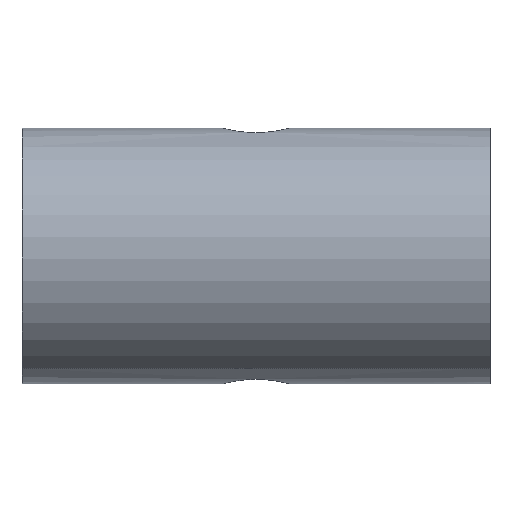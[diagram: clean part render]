
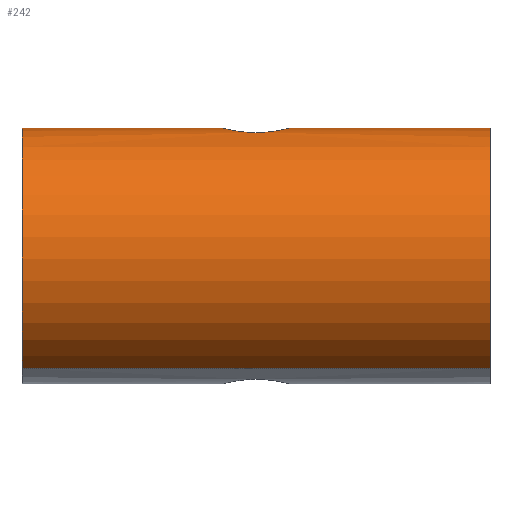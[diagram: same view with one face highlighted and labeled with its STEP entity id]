
A CAD part, left-side view. The second image highlights one B-rep face of the part: STEP entity #242.
In plain terms, the highlighted cylindrical face has radius 7.65 mm (diameter 15.3 mm), a partial arc.
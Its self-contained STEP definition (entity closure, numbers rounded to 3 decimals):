
#118=CARTESIAN_POINT('Vertex',(3.668,0.,6.714)) ;
#120=CARTESIAN_POINT('Vertex',(-3.668,0.,-6.714)) ;
#123=CARTESIAN_POINT('Axis2P3D Location',(0.,0.,0.)) ;
#156=CARTESIAN_POINT('Axis2P3D Location',(0.,28.,0.)) ;
#160=CARTESIAN_POINT('Vertex',(-3.668,28.,-6.714)) ;
#162=CARTESIAN_POINT('Vertex',(3.668,28.,6.714)) ;
#179=CARTESIAN_POINT('Axis2P3D Location',(0.,14.,0.)) ;
#184=CARTESIAN_POINT('Line Origine',(-3.668,14.,-6.714)) ;
#189=CARTESIAN_POINT('Line Origine',(3.668,14.,6.714)) ;
#201=CARTESIAN_POINT('Control Point',(-2.,14.,7.384)) ;
#202=CARTESIAN_POINT('Control Point',(-2.,13.615,7.384)) ;
#203=CARTESIAN_POINT('Control Point',(-1.907,13.23,7.409)) ;
#204=CARTESIAN_POINT('Control Point',(-1.722,12.877,7.46)) ;
#205=CARTESIAN_POINT('Control Point',(-1.289,12.387,7.553)) ;
#206=CARTESIAN_POINT('Control Point',(-0.707,12.102,7.623)) ;
#207=CARTESIAN_POINT('Control Point',(-0.456,12.027,7.643)) ;
#208=CARTESIAN_POINT('Control Point',(0.062,11.959,7.661)) ;
#209=CARTESIAN_POINT('Control Point',(0.574,12.058,7.635)) ;
#210=CARTESIAN_POINT('Control Point',(0.819,12.148,7.611)) ;
#211=CARTESIAN_POINT('Control Point',(1.361,12.454,7.538)) ;
#212=CARTESIAN_POINT('Control Point',(1.755,12.943,7.45)) ;
#213=CARTESIAN_POINT('Control Point',(1.918,13.277,7.406)) ;
#214=CARTESIAN_POINT('Control Point',(2.,13.639,7.384)) ;
#215=CARTESIAN_POINT('Control Point',(2.,14.,7.384)) ;
#216=CARTESIAN_POINT('Vertex',(-2.,14.,7.384)) ;
#218=CARTESIAN_POINT('Vertex',(2.,14.,7.384)) ;
#222=CARTESIAN_POINT('Control Point',(-2.,14.,7.384)) ;
#223=CARTESIAN_POINT('Control Point',(-2.,14.385,7.384)) ;
#224=CARTESIAN_POINT('Control Point',(-1.907,14.77,7.409)) ;
#225=CARTESIAN_POINT('Control Point',(-1.722,15.123,7.46)) ;
#226=CARTESIAN_POINT('Control Point',(-1.289,15.613,7.553)) ;
#227=CARTESIAN_POINT('Control Point',(-0.707,15.898,7.623)) ;
#228=CARTESIAN_POINT('Control Point',(-0.456,15.973,7.643)) ;
#229=CARTESIAN_POINT('Control Point',(0.062,16.041,7.661)) ;
#230=CARTESIAN_POINT('Control Point',(0.574,15.942,7.635)) ;
#231=CARTESIAN_POINT('Control Point',(0.819,15.852,7.611)) ;
#232=CARTESIAN_POINT('Control Point',(1.361,15.546,7.538)) ;
#233=CARTESIAN_POINT('Control Point',(1.755,15.057,7.45)) ;
#234=CARTESIAN_POINT('Control Point',(1.918,14.723,7.406)) ;
#235=CARTESIAN_POINT('Control Point',(2.,14.361,7.384)) ;
#236=CARTESIAN_POINT('Control Point',(2.,14.,7.384)) ;
#124=DIRECTION('Axis2P3D Direction',(0.,1.,0.)) ;
#157=DIRECTION('Axis2P3D Direction',(0.,1.,0.)) ;
#180=DIRECTION('Axis2P3D Direction',(0.,1.,0.)) ;
#181=DIRECTION('Axis2P3D XDirection',(0.479,-0.,0.878)) ;
#185=DIRECTION('Vector Direction',(0.,1.,0.)) ;
#190=DIRECTION('Vector Direction',(0.,1.,0.)) ;
#125=AXIS2_PLACEMENT_3D('Circle Axis2P3D',#123,#124,$) ;
#158=AXIS2_PLACEMENT_3D('Circle Axis2P3D',#156,#157,$) ;
#182=AXIS2_PLACEMENT_3D('Cylinder Axis2P3D',#179,#180,#181) ;
#195=ORIENTED_EDGE('',*,*,#164,.F.) ;
#196=ORIENTED_EDGE('',*,*,#188,.T.) ;
#197=ORIENTED_EDGE('',*,*,#127,.T.) ;
#198=ORIENTED_EDGE('',*,*,#193,.F.) ;
#239=ORIENTED_EDGE('',*,*,#220,.F.) ;
#240=ORIENTED_EDGE('',*,*,#237,.T.) ;
#241=FACE_BOUND('',#238,.T.) ;
#186=VECTOR('Line Direction',#185,1.) ;
#191=VECTOR('Line Direction',#190,1.) ;
#242=ADVANCED_FACE('PartBody',(#199,#241),#183,.T.) ;
#200=B_SPLINE_CURVE_WITH_KNOTS('',5,(#201,#202,#203,#204,#205,#206,#207,#208,#209,#210,#211,#212,#213,#214,#215),.UNSPECIFIED.,.F.,.U.,(6,3,3,3,6),(0.,2.724,4.549,6.369,8.924),.UNSPECIFIED.) ;
#221=B_SPLINE_CURVE_WITH_KNOTS('',5,(#222,#223,#224,#225,#226,#227,#228,#229,#230,#231,#232,#233,#234,#235,#236),.UNSPECIFIED.,.F.,.U.,(6,3,3,3,6),(0.,2.724,4.549,6.369,8.924),.UNSPECIFIED.) ;
#126=CIRCLE('generated circle',#125,7.65) ;
#159=CIRCLE('generated circle',#158,7.65) ;
#183=CYLINDRICAL_SURFACE('generated cylinder',#182,7.65) ;
#127=EDGE_CURVE('',#121,#119,#126,.T.) ;
#164=EDGE_CURVE('',#161,#163,#159,.T.) ;
#188=EDGE_CURVE('',#161,#121,#187,.F.) ;
#193=EDGE_CURVE('',#163,#119,#192,.F.) ;
#220=EDGE_CURVE('',#217,#219,#200,.T.) ;
#237=EDGE_CURVE('',#217,#219,#221,.T.) ;
#194=EDGE_LOOP('',(#195,#196,#197,#198)) ;
#238=EDGE_LOOP('',(#239,#240)) ;
#199=FACE_OUTER_BOUND('',#194,.T.) ;
#187=LINE('Line',#184,#186) ;
#192=LINE('Line',#189,#191) ;
#119=VERTEX_POINT('',#118) ;
#121=VERTEX_POINT('',#120) ;
#161=VERTEX_POINT('',#160) ;
#163=VERTEX_POINT('',#162) ;
#217=VERTEX_POINT('',#216) ;
#219=VERTEX_POINT('',#218) ;
